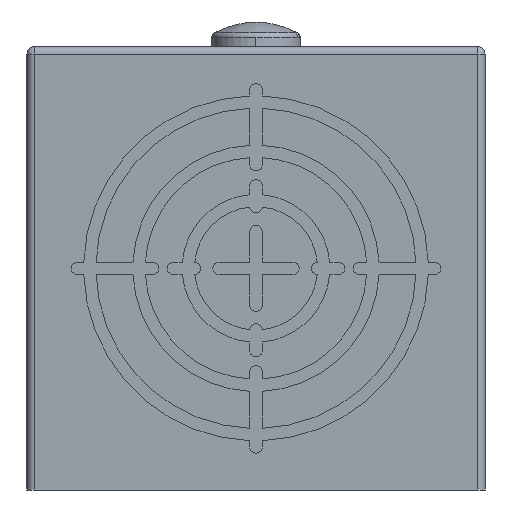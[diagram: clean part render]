
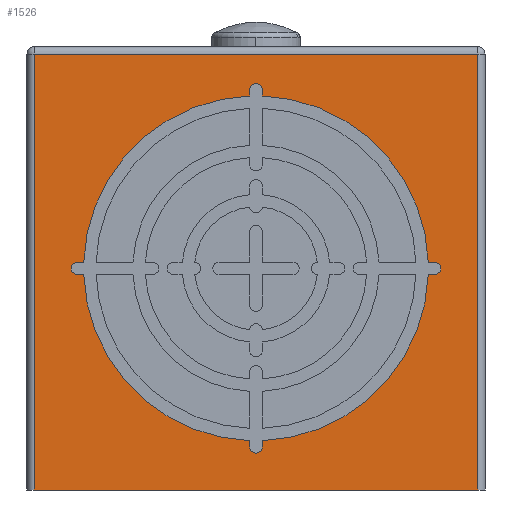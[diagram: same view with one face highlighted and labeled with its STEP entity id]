
A CAD part, front view. The second image highlights one B-rep face of the part: STEP entity #1526.
In plain terms, the highlighted planar face has unit normal (0, -1, 0).
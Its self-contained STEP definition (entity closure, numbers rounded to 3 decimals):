
#145=PLANE('',#5519);
#305=FACE_BOUND('',#2108,.T.);
#306=FACE_BOUND('',#2109,.T.);
#590=LINE('',#7990,#1100);
#591=LINE('',#7994,#1101);
#592=LINE('',#7998,#1102);
#593=LINE('',#8002,#1103);
#594=LINE('',#8006,#1104);
#595=LINE('',#8010,#1105);
#596=LINE('',#8014,#1106);
#597=LINE('',#8018,#1107);
#598=LINE('',#8019,#1108);
#599=LINE('',#8022,#1109);
#600=LINE('',#8024,#1110);
#601=LINE('',#8026,#1111);
#1100=VECTOR('',#6310,1.);
#1101=VECTOR('',#6313,1.);
#1102=VECTOR('',#6316,1.);
#1103=VECTOR('',#6319,1.);
#1104=VECTOR('',#6322,1.);
#1105=VECTOR('',#6325,1.);
#1106=VECTOR('',#6328,1.);
#1107=VECTOR('',#6331,1.);
#1108=VECTOR('',#6332,1.);
#1109=VECTOR('',#6333,1.);
#1110=VECTOR('',#6334,1.);
#1111=VECTOR('',#6335,1.);
#1526=ADVANCED_FACE('',(#305,#306),#145,.F.);
#2108=EDGE_LOOP('',(#2689,#2690,#2691,#2692,#2693,#2694,#2695,#2696,#2697,
#2698,#2699,#2700,#2701,#2702,#2703,#2704));
#2109=EDGE_LOOP('',(#2705,#2706,#2707,#2708));
#2689=ORIENTED_EDGE('',*,*,#4602,.T.);
#2690=ORIENTED_EDGE('',*,*,#4603,.T.);
#2691=ORIENTED_EDGE('',*,*,#4604,.F.);
#2692=ORIENTED_EDGE('',*,*,#4605,.F.);
#2693=ORIENTED_EDGE('',*,*,#4606,.T.);
#2694=ORIENTED_EDGE('',*,*,#4607,.T.);
#2695=ORIENTED_EDGE('',*,*,#4608,.F.);
#2696=ORIENTED_EDGE('',*,*,#4609,.T.);
#2697=ORIENTED_EDGE('',*,*,#4610,.T.);
#2698=ORIENTED_EDGE('',*,*,#4611,.F.);
#2699=ORIENTED_EDGE('',*,*,#4612,.F.);
#2700=ORIENTED_EDGE('',*,*,#4613,.T.);
#2701=ORIENTED_EDGE('',*,*,#4614,.T.);
#2702=ORIENTED_EDGE('',*,*,#4615,.F.);
#2703=ORIENTED_EDGE('',*,*,#4616,.F.);
#2704=ORIENTED_EDGE('',*,*,#4617,.F.);
#2705=ORIENTED_EDGE('',*,*,#4618,.T.);
#2706=ORIENTED_EDGE('',*,*,#4619,.T.);
#2707=ORIENTED_EDGE('',*,*,#4620,.T.);
#2708=ORIENTED_EDGE('',*,*,#4621,.T.);
#4069=VERTEX_POINT('',#7988);
#4070=VERTEX_POINT('',#7989);
#4071=VERTEX_POINT('',#7991);
#4072=VERTEX_POINT('',#7993);
#4073=VERTEX_POINT('',#7995);
#4074=VERTEX_POINT('',#7997);
#4075=VERTEX_POINT('',#7999);
#4076=VERTEX_POINT('',#8001);
#4077=VERTEX_POINT('',#8003);
#4078=VERTEX_POINT('',#8005);
#4079=VERTEX_POINT('',#8007);
#4080=VERTEX_POINT('',#8009);
#4081=VERTEX_POINT('',#8011);
#4082=VERTEX_POINT('',#8013);
#4083=VERTEX_POINT('',#8015);
#4084=VERTEX_POINT('',#8017);
#4085=VERTEX_POINT('',#8020);
#4086=VERTEX_POINT('',#8021);
#4087=VERTEX_POINT('',#8023);
#4088=VERTEX_POINT('',#8025);
#4602=EDGE_CURVE('',#4069,#4070,#5221,.T.);
#4603=EDGE_CURVE('',#4070,#4071,#590,.T.);
#4604=EDGE_CURVE('',#4072,#4071,#5222,.T.);
#4605=EDGE_CURVE('',#4073,#4072,#591,.T.);
#4606=EDGE_CURVE('',#4073,#4074,#5223,.T.);
#4607=EDGE_CURVE('',#4074,#4075,#592,.T.);
#4608=EDGE_CURVE('',#4076,#4075,#5224,.T.);
#4609=EDGE_CURVE('',#4076,#4077,#593,.T.);
#4610=EDGE_CURVE('',#4077,#4078,#5225,.T.);
#4611=EDGE_CURVE('',#4079,#4078,#594,.T.);
#4612=EDGE_CURVE('',#4080,#4079,#5226,.T.);
#4613=EDGE_CURVE('',#4080,#4081,#595,.T.);
#4614=EDGE_CURVE('',#4081,#4082,#5227,.T.);
#4615=EDGE_CURVE('',#4083,#4082,#596,.T.);
#4616=EDGE_CURVE('',#4084,#4083,#5228,.T.);
#4617=EDGE_CURVE('',#4069,#4084,#597,.T.);
#4618=EDGE_CURVE('',#4085,#4086,#598,.T.);
#4619=EDGE_CURVE('',#4086,#4087,#599,.T.);
#4620=EDGE_CURVE('',#4087,#4088,#600,.T.);
#4621=EDGE_CURVE('',#4088,#4085,#601,.T.);
#5221=CIRCLE('',#5511,0.25);
#5222=CIRCLE('',#5512,7.);
#5223=CIRCLE('',#5513,0.25);
#5224=CIRCLE('',#5514,7.);
#5225=CIRCLE('',#5515,0.25);
#5226=CIRCLE('',#5516,7.);
#5227=CIRCLE('',#5517,0.25);
#5228=CIRCLE('',#5518,7.);
#5511=AXIS2_PLACEMENT_3D('',#7987,#6308,#6309);
#5512=AXIS2_PLACEMENT_3D('',#7992,#6311,#6312);
#5513=AXIS2_PLACEMENT_3D('',#7996,#6314,#6315);
#5514=AXIS2_PLACEMENT_3D('',#8000,#6317,#6318);
#5515=AXIS2_PLACEMENT_3D('',#8004,#6320,#6321);
#5516=AXIS2_PLACEMENT_3D('',#8008,#6323,#6324);
#5517=AXIS2_PLACEMENT_3D('',#8012,#6326,#6327);
#5518=AXIS2_PLACEMENT_3D('',#8016,#6329,#6330);
#5519=AXIS2_PLACEMENT_3D('',#8027,#6336,#6337);
#6308=DIRECTION('',(0.,1.,0.));
#6309=DIRECTION('',(0.,0.,1.));
#6310=DIRECTION('',(1.,0.,0.));
#6311=DIRECTION('',(0.,-1.,0.));
#6312=DIRECTION('',(0.,0.,1.));
#6313=DIRECTION('',(0.,0.,-1.));
#6314=DIRECTION('',(0.,1.,0.));
#6315=DIRECTION('',(0.,0.,1.));
#6316=DIRECTION('',(0.,0.,-1.));
#6317=DIRECTION('',(0.,-1.,0.));
#6318=DIRECTION('',(0.,0.,1.));
#6319=DIRECTION('',(1.,0.,0.));
#6320=DIRECTION('',(0.,1.,0.));
#6321=DIRECTION('',(0.,0.,1.));
#6322=DIRECTION('',(1.,0.,0.));
#6323=DIRECTION('',(0.,-1.,0.));
#6324=DIRECTION('',(0.,0.,1.));
#6325=DIRECTION('',(0.,0.,-1.));
#6326=DIRECTION('',(0.,1.,0.));
#6327=DIRECTION('',(0.,0.,1.));
#6328=DIRECTION('',(0.,0.,-1.));
#6329=DIRECTION('',(0.,-1.,0.));
#6330=DIRECTION('',(0.,0.,1.));
#6331=DIRECTION('',(1.,0.,0.));
#6332=DIRECTION('',(-1.,0.,0.));
#6333=DIRECTION('',(0.,0.,-1.));
#6334=DIRECTION('',(1.,0.,0.));
#6335=DIRECTION('',(0.,0.,1.));
#6336=DIRECTION('',(0.,1.,0.));
#6337=DIRECTION('',(0.,0.,1.));
#7987=CARTESIAN_POINT('',(-8.383,-14.5,13.041));
#7988=CARTESIAN_POINT('',(-8.383,-14.5,12.791));
#7989=CARTESIAN_POINT('',(-8.383,-14.5,13.291));
#7990=CARTESIAN_POINT('',(-8.633,-14.5,13.291));
#7991=CARTESIAN_POINT('',(-8.128,-14.5,13.291));
#7992=CARTESIAN_POINT('',(-1.133,-14.5,13.041));
#7993=CARTESIAN_POINT('',(-1.383,-14.5,20.036));
#7994=CARTESIAN_POINT('',(-1.383,-14.5,20.541));
#7995=CARTESIAN_POINT('',(-1.383,-14.5,20.291));
#7996=CARTESIAN_POINT('',(-1.133,-14.5,20.291));
#7997=CARTESIAN_POINT('',(-0.883,-14.5,20.291));
#7998=CARTESIAN_POINT('',(-0.883,-14.5,20.541));
#7999=CARTESIAN_POINT('',(-0.883,-14.5,20.036));
#8000=CARTESIAN_POINT('',(-1.133,-14.5,13.041));
#8001=CARTESIAN_POINT('',(5.863,-14.5,13.291));
#8002=CARTESIAN_POINT('',(2.817,-14.5,13.291));
#8003=CARTESIAN_POINT('',(6.117,-14.5,13.291));
#8004=CARTESIAN_POINT('',(6.117,-14.5,13.041));
#8005=CARTESIAN_POINT('',(6.117,-14.5,12.791));
#8006=CARTESIAN_POINT('',(2.817,-14.5,12.791));
#8007=CARTESIAN_POINT('',(5.863,-14.5,12.791));
#8008=CARTESIAN_POINT('',(-1.133,-14.5,13.041));
#8009=CARTESIAN_POINT('',(-0.883,-14.5,6.045));
#8010=CARTESIAN_POINT('',(-0.883,-14.5,9.091));
#8011=CARTESIAN_POINT('',(-0.883,-14.5,5.791));
#8012=CARTESIAN_POINT('',(-1.133,-14.5,5.791));
#8013=CARTESIAN_POINT('',(-1.383,-14.5,5.791));
#8014=CARTESIAN_POINT('',(-1.383,-14.5,9.091));
#8015=CARTESIAN_POINT('',(-1.383,-14.5,6.045));
#8016=CARTESIAN_POINT('',(-1.133,-14.5,13.041));
#8017=CARTESIAN_POINT('',(-8.128,-14.5,12.791));
#8018=CARTESIAN_POINT('',(-8.633,-14.5,12.791));
#8019=CARTESIAN_POINT('',(-10.433,-14.5,21.741));
#8020=CARTESIAN_POINT('',(7.867,-14.5,21.741));
#8021=CARTESIAN_POINT('',(-10.133,-14.5,21.741));
#8022=CARTESIAN_POINT('',(-10.133,-14.5,22.041));
#8023=CARTESIAN_POINT('',(-10.133,-14.5,4.041));
#8024=CARTESIAN_POINT('',(-10.433,-14.5,4.041));
#8025=CARTESIAN_POINT('',(7.867,-14.5,4.041));
#8026=CARTESIAN_POINT('',(7.867,-14.5,22.041));
#8027=CARTESIAN_POINT('',(-10.433,-14.5,22.041));
